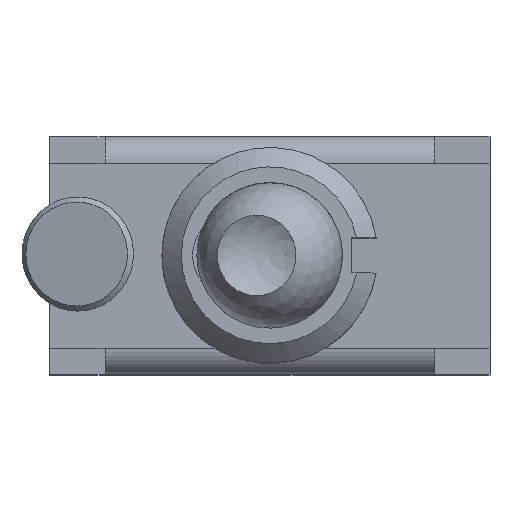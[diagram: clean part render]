
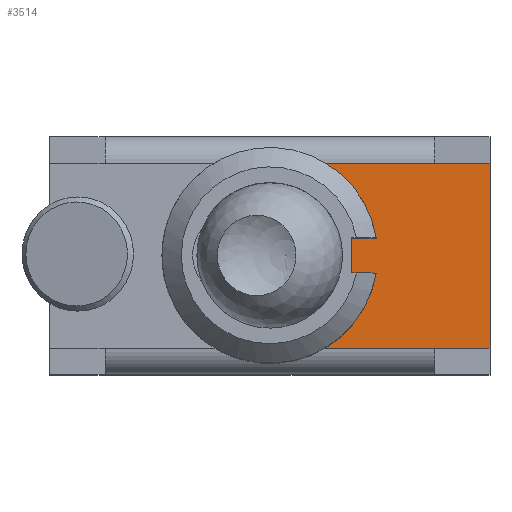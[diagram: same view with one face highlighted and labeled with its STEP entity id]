
A CAD part, top view. The second image highlights one B-rep face of the part: STEP entity #3514.
In plain terms, the highlighted planar face has unit normal (0, 0, 1).
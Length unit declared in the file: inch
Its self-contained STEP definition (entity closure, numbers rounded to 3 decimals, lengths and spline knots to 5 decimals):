
#112=PLANE('',#3831);
#362=FACE_OUTER_BOUND('',#579,.T.);
#579=EDGE_LOOP('',(#2875,#2876,#2877,#2878,#2879,#2880,#2881,#2882,#2883,
#2884));
#860=LINE('',#5535,#1260);
#863=LINE('',#5541,#1263);
#865=LINE('',#5544,#1265);
#871=LINE('',#5561,#1271);
#872=LINE('',#5563,#1272);
#873=LINE('',#5565,#1273);
#874=LINE('',#5567,#1274);
#875=LINE('',#5568,#1275);
#1260=VECTOR('',#4484,0.3937);
#1263=VECTOR('',#4489,0.3937);
#1265=VECTOR('',#4493,0.3937);
#1271=VECTOR('',#4511,0.3937);
#1272=VECTOR('',#4512,0.3937);
#1273=VECTOR('',#4513,0.3937);
#1274=VECTOR('',#4514,0.3937);
#1275=VECTOR('',#4515,0.3937);
#1554=CIRCLE('',#3827,0.12244);
#1556=CIRCLE('',#3829,0.12244);
#1728=VERTEX_POINT('',#5504);
#1730=VERTEX_POINT('',#5509);
#1737=VERTEX_POINT('',#5532);
#1738=VERTEX_POINT('',#5534);
#1739=VERTEX_POINT('',#5538);
#1740=VERTEX_POINT('',#5540);
#1745=VERTEX_POINT('',#5560);
#1746=VERTEX_POINT('',#5562);
#1747=VERTEX_POINT('',#5564);
#1748=VERTEX_POINT('',#5566);
#2133=EDGE_CURVE('',#1738,#1737,#860,.T.);
#2136=EDGE_CURVE('',#1740,#1739,#863,.T.);
#2138=EDGE_CURVE('',#1739,#1738,#865,.T.);
#2139=EDGE_CURVE('',#1730,#1740,#1554,.T.);
#2141=EDGE_CURVE('',#1737,#1728,#1556,.T.);
#2147=EDGE_CURVE('',#1728,#1745,#871,.T.);
#2148=EDGE_CURVE('',#1745,#1746,#872,.T.);
#2149=EDGE_CURVE('',#1746,#1747,#873,.T.);
#2150=EDGE_CURVE('',#1748,#1747,#874,.T.);
#2151=EDGE_CURVE('',#1730,#1748,#875,.T.);
#2875=ORIENTED_EDGE('',*,*,#2139,.T.);
#2876=ORIENTED_EDGE('',*,*,#2136,.T.);
#2877=ORIENTED_EDGE('',*,*,#2138,.T.);
#2878=ORIENTED_EDGE('',*,*,#2133,.T.);
#2879=ORIENTED_EDGE('',*,*,#2141,.T.);
#2880=ORIENTED_EDGE('',*,*,#2147,.T.);
#2881=ORIENTED_EDGE('',*,*,#2148,.T.);
#2882=ORIENTED_EDGE('',*,*,#2149,.T.);
#2883=ORIENTED_EDGE('',*,*,#2150,.F.);
#2884=ORIENTED_EDGE('',*,*,#2151,.F.);
#3514=ADVANCED_FACE('',(#362),#112,.T.);
#3827=AXIS2_PLACEMENT_3D('',#5546,#4496,#4497);
#3829=AXIS2_PLACEMENT_3D('',#5548,#4500,#4501);
#3831=AXIS2_PLACEMENT_3D('',#5559,#4509,#4510);
#4484=DIRECTION('',(1.,0.,0.));
#4489=DIRECTION('',(-1.,0.,0.));
#4493=DIRECTION('',(0.,-1.,0.));
#4496=DIRECTION('center_axis',(0.,0.,-1.));
#4497=DIRECTION('ref_axis',(0.986,0.164,0.));
#4500=DIRECTION('center_axis',(0.,0.,-1.));
#4501=DIRECTION('ref_axis',(0.986,0.164,0.));
#4509=DIRECTION('center_axis',(0.,0.,1.));
#4510=DIRECTION('ref_axis',(0.,-1.,0.));
#4511=DIRECTION('',(1.,0.,0.));
#4512=DIRECTION('',(1.,0.,0.));
#4513=DIRECTION('',(0.,1.,0.));
#4514=DIRECTION('',(1.,0.,0.));
#4515=DIRECTION('',(1.,0.,0.));
#5504=CARTESIAN_POINT('',(0.06279,-0.10512,0.35));
#5509=CARTESIAN_POINT('',(0.06279,0.10512,0.35));
#5532=CARTESIAN_POINT('',(0.12078,-0.02008,0.35));
#5534=CARTESIAN_POINT('',(0.09283,-0.02008,0.35));
#5535=CARTESIAN_POINT('',(0.04642,-0.02008,0.35));
#5538=CARTESIAN_POINT('',(0.09283,0.02008,0.35));
#5540=CARTESIAN_POINT('',(0.12078,0.02008,0.35));
#5541=CARTESIAN_POINT('',(0.06039,0.02008,0.35));
#5544=CARTESIAN_POINT('',(0.09283,0.0626,0.35));
#5546=CARTESIAN_POINT('Origin',(0.,0.,
0.35));
#5548=CARTESIAN_POINT('Origin',(0.,0.,
0.35));
#5559=CARTESIAN_POINT('Origin',(0.,0.10512,0.35));
#5560=CARTESIAN_POINT('',(0.18701,-0.10512,0.35));
#5561=CARTESIAN_POINT('',(0.,-0.10512,0.35));
#5562=CARTESIAN_POINT('',(0.25,-0.10512,0.35));
#5563=CARTESIAN_POINT('',(0.18701,-0.10512,0.35));
#5564=CARTESIAN_POINT('',(0.25,0.10512,0.35));
#5565=CARTESIAN_POINT('',(0.25,0.10512,0.35));
#5566=CARTESIAN_POINT('',(0.18701,0.10512,0.35));
#5567=CARTESIAN_POINT('',(0.18701,0.10512,0.35));
#5568=CARTESIAN_POINT('',(0.,0.10512,0.35));
